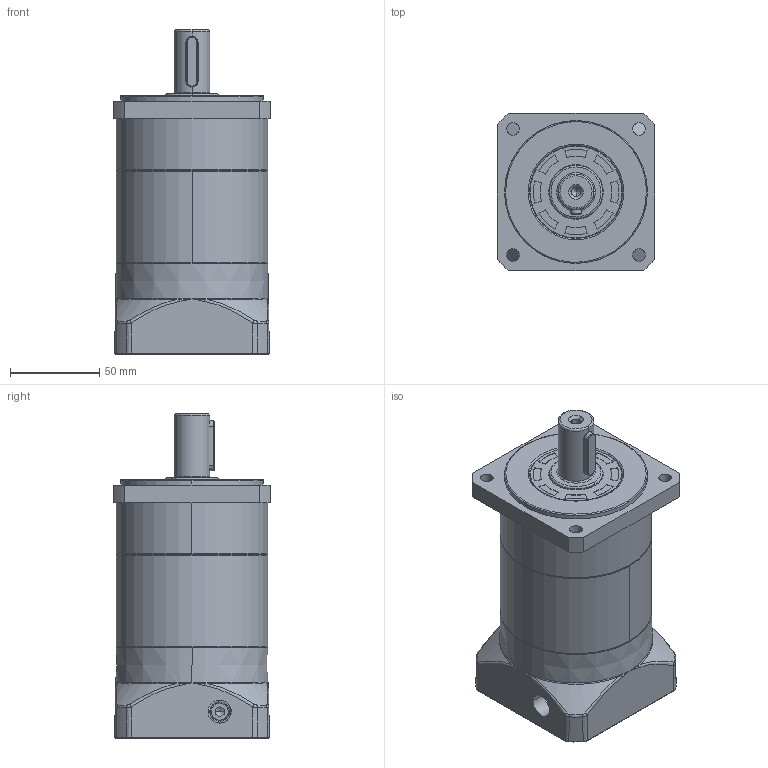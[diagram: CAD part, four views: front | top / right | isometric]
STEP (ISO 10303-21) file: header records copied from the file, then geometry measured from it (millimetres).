
FILE_DESCRIPTION (( 'STEP AP214' ), '1' );
FILE_NAME ('FB-090-L2-P2-¦µ19-¦µ70-¦µ90-M6-42.STEP', '2024-01-04T13:40:41', ( '' ), ( '' ), 'SwSTEP 2.0', 'SolidWorks 2013', '' );
FILE_SCHEMA (( 'AUTOMOTIVE_DESIGN' ));
Length unit declared in the file: millimetre
Products named in the file (9): FBK嘎殤蚐猾 KG30x52x6; M5樓粟菜; A倰す瑩6X28; 单边锁输入轴FB090-19(带螺丝); FB-090-L2-P2-朴19-朴70-朴90-M6-42; 镂空输入法兰FB090-70X51XM6(新); 怀堤傷褲极FB090; 怀堤俴陎殤FB090-C20; 内齿圈FB090-S108
Assembly tree (13 placements, depth 2):
  FB-090-L2-P2-朴19-朴70-朴90-M6-42
    单边锁输入轴FB090-19(带螺丝)
    A倰す瑩6X28
    M5樓粟菜  x6
    FBK嘎殤蚐猾 KG30x52x6
    内齿圈FB090-S108
    怀堤俴陎殤FB090-C20
    怀堤傷褲极FB090
    镂空输入法兰FB090-70X51XM6(新)
Bounding box: 88 x 88 x 182 mm (x, y, z)
Volume: 640036.6 mm3; surface area: 137929.5 mm2
Topology: 8 solids, 20 shells, 917 faces, 2348 edges, 1454 vertices
Faces by surface type: cylinder 264, plane 245, bspline 241, cone 126, torus 41
Entity records: 32692 total; most frequent: CARTESIAN_POINT 15324, ORIENTED_EDGE 3900, DIRECTION 3114, EDGE_CURVE 1954, AXIS2_PLACEMENT_3D 1263, VERTEX_POINT 1239, EDGE_LOOP 864, ADVANCED_FACE 777
